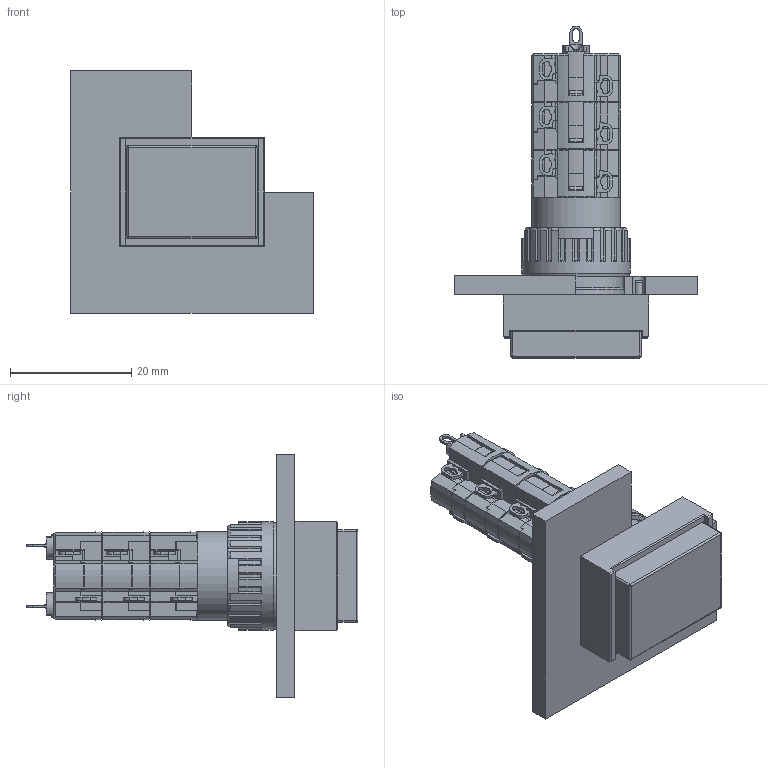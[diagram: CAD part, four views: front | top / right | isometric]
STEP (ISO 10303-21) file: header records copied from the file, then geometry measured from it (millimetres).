
FILE_DESCRIPTION( ( 'Unknown' ), '1' );
FILE_NAME( 'LDT_18x24_L_3SE16_00337546.stp', 'Unknown', ( 'Unknown' ), ( 'Unknown' ), 'PSStep 17.0.49', 'Unknown', ' ' );
FILE_SCHEMA( ( 'AUTOMOTIVE_DESIGN { 1 0 10303 214 1 1 1 1 }' ) );
Length unit declared in the file: millimetre
Products named in the file (13): Schaltelement_SE16_XS_00334406; Schaltelementblock_SE16_XS_00336466; Kontakt_00322659; Schaltelement_ZS_SE16_XS_00336289; Schaltelementblock_ZS_SE16_XS_00336467; 3-Schaltelemente_SE16_XS_00336295; Lampenkontaktfeder_Pos4_linksdrall_00336309; Lampenkontaktfeder_Pos4_rechtsdrall_00336310; Assem1; Vorsatz-Gehaeuse_18x24_00337379; Druckhaube_18x24XXS_00337429; Befestigungsmutter_00311771; Frontplatte_40x40x3_D16-D2vds_00337581
Assembly tree (20 placements, depth 4):
  Assem1
    Vorsatz-Gehaeuse_18x24_00337379
    Druckhaube_18x24XXS_00337429
    Befestigungsmutter_00311771
    Frontplatte_40x40x3_D16-D2vds_00337581
    3-Schaltelemente_SE16_XS_00336295
      Lampenkontaktfeder_Pos4_linksdrall_00336309
      Lampenkontaktfeder_Pos4_rechtsdrall_00336310
      Schaltelement_ZS_SE16_XS_00336289  x2
        Schaltelementblock_ZS_SE16_XS_00336467
        Kontakt_00322659
      Schaltelement_SE16_XS_00334406
        Schaltelementblock_SE16_XS_00336466
        Kontakt_00322659  x4
Bounding box: 40 x 54.8 x 40 mm (x, y, z)
Volume: 9251.2 mm3; surface area: 11839.6 mm2
Topology: 21 solids, 21 shells, 1627 faces, 4552 edges, 2941 vertices
Faces by surface type: plane 1270, cylinder 293, cone 51, bspline 8, sphere 4, torus 1
Full cylindrical faces by diameter (mm): 12 x1, 14.6 x1, 14.9 x1, 15.4 x1, 16 x1, 16.05 x1, 17.6 x1, 17.9 x1
Entity records: 38095 total; most frequent: CARTESIAN_POINT 5814, ORIENTED_EDGE 5266, DIRECTION 4913, EDGE_CURVE 2633, LINE 2135, VECTOR 2135, VERTEX_POINT 1698, AXIS2_PLACEMENT_3D 1389
